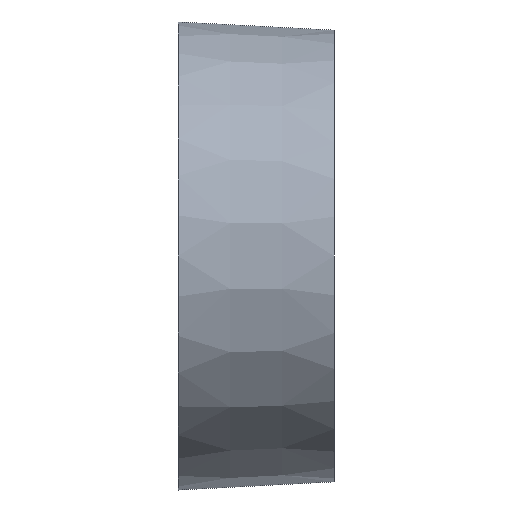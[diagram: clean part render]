
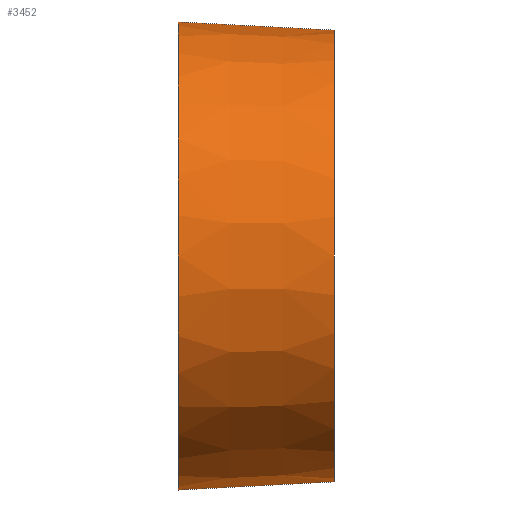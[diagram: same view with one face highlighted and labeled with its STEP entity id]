
A CAD part, left-side view. The second image highlights one B-rep face of the part: STEP entity #3452.
In plain terms, the highlighted conical face has half-angle 3 degrees and reference radius 225 mm.
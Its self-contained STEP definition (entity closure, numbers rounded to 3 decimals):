
#114 = EDGE_CURVE ( 'NONE', #3248, #3055, #446, .T. ) ;
#446 = CIRCLE ( 'NONE', #2100, 225. ) ;
#648 = AXIS2_PLACEMENT_3D ( 'NONE', #7614, #7673, #1813 ) ;
#716 = CARTESIAN_POINT ( 'NONE',  ( 0., 0., 225. ) ) ;
#921 = LINE ( 'NONE', #716, #7103 ) ;
#1132 = AXIS2_PLACEMENT_3D ( 'NONE', #5350, #2929, #5378 ) ;
#1170 = EDGE_LOOP ( 'NONE', ( #4889, #5103, #1540, #7616 ) ) ;
#1355 = FACE_OUTER_BOUND ( 'NONE', #1170, .T. ) ;
#1433 = CARTESIAN_POINT ( 'NONE',  ( 0., -150., -217.139 ) ) ;
#1540 = ORIENTED_EDGE ( 'NONE', *, *, #4801, .T. ) ;
#1813 = DIRECTION ( 'NONE',  ( 0., 0., 1. ) ) ;
#1844 = VERTEX_POINT ( 'NONE', #2906 ) ;
#2100 = AXIS2_PLACEMENT_3D ( 'NONE', #4844, #6080, #7285 ) ;
#2887 = CARTESIAN_POINT ( 'NONE',  ( 0., 0., -225. ) ) ;
#2906 = CARTESIAN_POINT ( 'NONE',  ( 0., -150., 217.139 ) ) ;
#2929 = DIRECTION ( 'NONE',  ( 0., 1., 0. ) ) ;
#3055 = VERTEX_POINT ( 'NONE', #6955 ) ;
#3248 = VERTEX_POINT ( 'NONE', #2887 ) ;
#3452 = ADVANCED_FACE ( 'NONE', ( #1355 ), #5286, .T. ) ;
#3485 = EDGE_CURVE ( 'NONE', #6148, #3248, #6402, .T. ) ;
#3602 = VECTOR ( 'NONE', #5910, 1000. ) ;
#3714 = DIRECTION ( 'NONE',  ( 0., 0.999, 0.052 ) ) ;
#4801 = EDGE_CURVE ( 'NONE', #1844, #3055, #921, .T. ) ;
#4844 = CARTESIAN_POINT ( 'NONE',  ( 0., 0., 0. ) ) ;
#4889 = ORIENTED_EDGE ( 'NONE', *, *, #3485, .F. ) ;
#5103 = ORIENTED_EDGE ( 'NONE', *, *, #6832, .F. ) ;
#5286 = CONICAL_SURFACE ( 'NONE', #1132, 225., 0.052 ) ;
#5350 = CARTESIAN_POINT ( 'NONE',  ( 0., 0., 0. ) ) ;
#5378 = DIRECTION ( 'NONE',  ( 0., 0., 1. ) ) ;
#5910 = DIRECTION ( 'NONE',  ( 0., 0.999, -0.052 ) ) ;
#6080 = DIRECTION ( 'NONE',  ( 0., 1., 0. ) ) ;
#6148 = VERTEX_POINT ( 'NONE', #1433 ) ;
#6267 = CIRCLE ( 'NONE', #648, 217.139 ) ;
#6402 = LINE ( 'NONE', #7732, #3602 ) ;
#6832 = EDGE_CURVE ( 'NONE', #1844, #6148, #6267, .T. ) ;
#6955 = CARTESIAN_POINT ( 'NONE',  ( 0., 0., 225. ) ) ;
#7103 = VECTOR ( 'NONE', #3714, 1000. ) ;
#7285 = DIRECTION ( 'NONE',  ( 0., 0., 1. ) ) ;
#7614 = CARTESIAN_POINT ( 'NONE',  ( 0., -150., 0. ) ) ;
#7616 = ORIENTED_EDGE ( 'NONE', *, *, #114, .F. ) ;
#7673 = DIRECTION ( 'NONE',  ( 0., -1., 0. ) ) ;
#7732 = CARTESIAN_POINT ( 'NONE',  ( 0., 0., -225. ) ) ;
